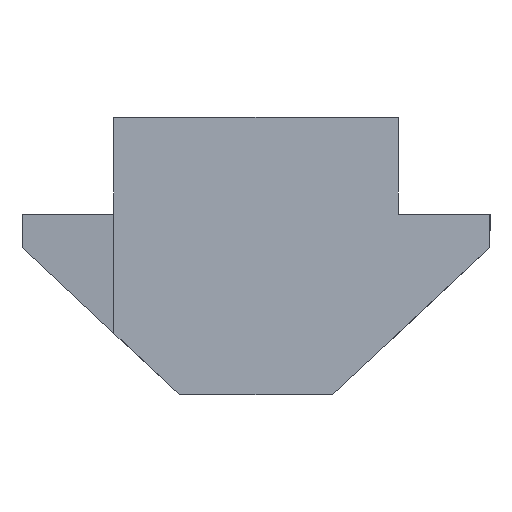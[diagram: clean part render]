
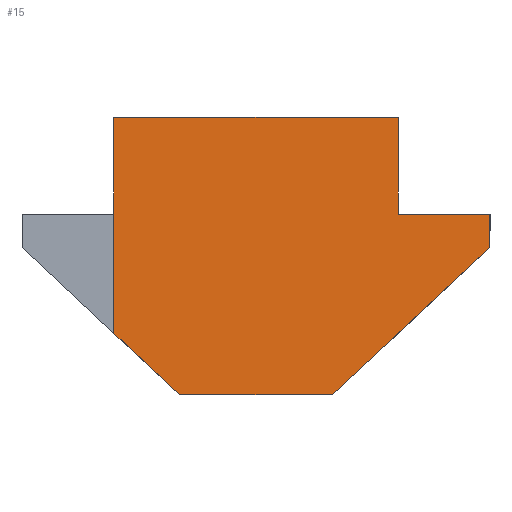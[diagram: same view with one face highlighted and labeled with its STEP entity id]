
A CAD part, front view. The second image highlights one B-rep face of the part: STEP entity #15.
In plain terms, the highlighted planar face has unit normal (0.707, -0.707, 0).
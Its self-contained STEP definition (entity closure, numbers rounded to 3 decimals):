
#1 = VECTOR ( 'NONE', #166, 1000. ) ;
#15 = ADVANCED_FACE ( 'NONE', ( #523 ), #417, .F. ) ;
#25 = VECTOR ( 'NONE', #195, 1000. ) ;
#29 = CARTESIAN_POINT ( 'NONE',  ( 4.25, -1., 0. ) ) ;
#42 = EDGE_CURVE ( 'NONE', #123, #478, #545, .T. ) ;
#44 = ORIENTED_EDGE ( 'NONE', *, *, #425, .F. ) ;
#47 = CARTESIAN_POINT ( 'NONE',  ( -4.25, -9.5, 2.9 ) ) ;
#49 = CARTESIAN_POINT ( 'NONE',  ( -4.25, -9.5, -5.4 ) ) ;
#63 = VERTEX_POINT ( 'NONE', #606 ) ;
#65 = VERTEX_POINT ( 'NONE', #101 ) ;
#77 = VERTEX_POINT ( 'NONE', #516 ) ;
#78 = VECTOR ( 'NONE', #317, 1000. ) ;
#85 = EDGE_CURVE ( 'NONE', #587, #601, #564, .T. ) ;
#92 = CARTESIAN_POINT ( 'NONE',  ( 7., 1.75, -1. ) ) ;
#101 = CARTESIAN_POINT ( 'NONE',  ( -2.282, -7.532, -5.4 ) ) ;
#123 = VERTEX_POINT ( 'NONE', #452 ) ;
#127 = LINE ( 'NONE', #158, #251 ) ;
#131 = VECTOR ( 'NONE', #283, 1000. ) ;
#134 = EDGE_CURVE ( 'NONE', #408, #123, #213, .T. ) ;
#139 = VERTEX_POINT ( 'NONE', #47 ) ;
#140 = DIRECTION ( 'NONE',  ( -0.707, 0.707, 0. ) ) ;
#143 = CARTESIAN_POINT ( 'NONE',  ( 7., 1.75, -5.4 ) ) ;
#146 = VECTOR ( 'NONE', #558, 1000. ) ;
#148 = ORIENTED_EDGE ( 'NONE', *, *, #544, .F. ) ;
#154 = CARTESIAN_POINT ( 'NONE',  ( 7., 1.75, 0. ) ) ;
#158 = CARTESIAN_POINT ( 'NONE',  ( 4.25, -1., 2.9 ) ) ;
#166 = DIRECTION ( 'NONE',  ( -0.707, -0.707, 0. ) ) ;
#176 = VECTOR ( 'NONE', #422, 1000. ) ;
#183 = ORIENTED_EDGE ( 'NONE', *, *, #42, .F. ) ;
#195 = DIRECTION ( 'NONE',  ( 0., 0., -1. ) ) ;
#200 = EDGE_LOOP ( 'NONE', ( #456, #148, #202, #343, #44, #183, #549, #286, #241 ) ) ;
#201 = LINE ( 'NONE', #413, #78 ) ;
#202 = ORIENTED_EDGE ( 'NONE', *, *, #296, .T. ) ;
#206 = CARTESIAN_POINT ( 'NONE',  ( -4.25, -9.5, 0. ) ) ;
#213 = LINE ( 'NONE', #510, #146 ) ;
#227 = DIRECTION ( 'NONE',  ( -0.59, -0.59, -0.551 ) ) ;
#238 = LINE ( 'NONE', #469, #131 ) ;
#241 = ORIENTED_EDGE ( 'NONE', *, *, #85, .F. ) ;
#251 = VECTOR ( 'NONE', #388, 1000. ) ;
#268 = CARTESIAN_POINT ( 'NONE',  ( 4.25, -1., 2.9 ) ) ;
#273 = AXIS2_PLACEMENT_3D ( 'NONE', #143, #140, #512 ) ;
#283 = DIRECTION ( 'NONE',  ( 0.707, 0.707, 0. ) ) ;
#284 = VECTOR ( 'NONE', #586, 1000. ) ;
#285 = EDGE_CURVE ( 'NONE', #65, #77, #201, .T. ) ;
#286 = ORIENTED_EDGE ( 'NONE', *, *, #393, .F. ) ;
#296 = EDGE_CURVE ( 'NONE', #63, #77, #357, .T. ) ;
#317 = DIRECTION ( 'NONE',  ( -0.59, -0.59, 0.551 ) ) ;
#343 = ORIENTED_EDGE ( 'NONE', *, *, #285, .F. ) ;
#357 = LINE ( 'NONE', #49, #176 ) ;
#378 = CARTESIAN_POINT ( 'NONE',  ( 4.25, -1., 2.9 ) ) ;
#388 = DIRECTION ( 'NONE',  ( -0.707, -0.707, 0. ) ) ;
#393 = EDGE_CURVE ( 'NONE', #601, #408, #238, .T. ) ;
#408 = VERTEX_POINT ( 'NONE', #154 ) ;
#413 = CARTESIAN_POINT ( 'NONE',  ( -2.282, -7.532, -5.4 ) ) ;
#415 = LINE ( 'NONE', #206, #284 ) ;
#417 = PLANE ( 'NONE',  #273 ) ;
#419 = CARTESIAN_POINT ( 'NONE',  ( 2.282, -2.968, -5.4 ) ) ;
#422 = DIRECTION ( 'NONE',  ( 0., 0., -1. ) ) ;
#425 = EDGE_CURVE ( 'NONE', #478, #65, #474, .T. ) ;
#430 = VECTOR ( 'NONE', #227, 1000. ) ;
#452 = CARTESIAN_POINT ( 'NONE',  ( 7., 1.75, -1. ) ) ;
#456 = ORIENTED_EDGE ( 'NONE', *, *, #502, .T. ) ;
#469 = CARTESIAN_POINT ( 'NONE',  ( 7., 1.75, 0. ) ) ;
#474 = LINE ( 'NONE', #419, #1 ) ;
#478 = VERTEX_POINT ( 'NONE', #527 ) ;
#502 = EDGE_CURVE ( 'NONE', #587, #139, #127, .T. ) ;
#510 = CARTESIAN_POINT ( 'NONE',  ( 7., 1.75, -5.4 ) ) ;
#512 = DIRECTION ( 'NONE',  ( -0.707, -0.707, 0. ) ) ;
#516 = CARTESIAN_POINT ( 'NONE',  ( -4.25, -9.5, -3.565 ) ) ;
#523 = FACE_OUTER_BOUND ( 'NONE', #200, .T. ) ;
#527 = CARTESIAN_POINT ( 'NONE',  ( 2.282, -2.968, -5.4 ) ) ;
#544 = EDGE_CURVE ( 'NONE', #63, #139, #415, .T. ) ;
#545 = LINE ( 'NONE', #92, #430 ) ;
#549 = ORIENTED_EDGE ( 'NONE', *, *, #134, .F. ) ;
#558 = DIRECTION ( 'NONE',  ( 0., 0., -1. ) ) ;
#564 = LINE ( 'NONE', #378, #25 ) ;
#586 = DIRECTION ( 'NONE',  ( 0., 0., 1. ) ) ;
#587 = VERTEX_POINT ( 'NONE', #268 ) ;
#601 = VERTEX_POINT ( 'NONE', #29 ) ;
#606 = CARTESIAN_POINT ( 'NONE',  ( -4.25, -9.5, 0. ) ) ;
